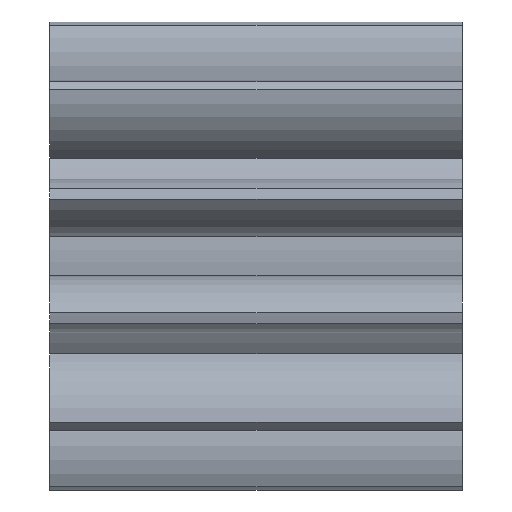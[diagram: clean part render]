
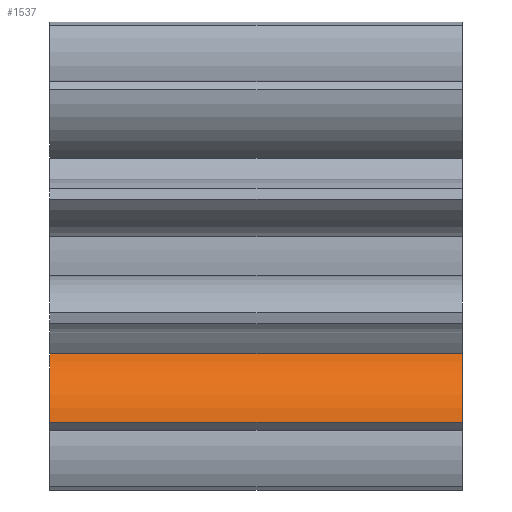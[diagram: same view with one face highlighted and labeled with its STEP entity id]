
A CAD part, front view. The second image highlights one B-rep face of the part: STEP entity #1537.
In plain terms, the highlighted cylindrical face has radius 2.54 mm (diameter 5.08 mm), a partial arc.
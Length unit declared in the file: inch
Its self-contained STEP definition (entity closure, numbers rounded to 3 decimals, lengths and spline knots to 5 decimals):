
#21 = AXIS2_PLACEMENT_3D ( 'NONE', #1954, #1962, #282 ) ;
#113 = CARTESIAN_POINT ( 'NONE',  ( 0., -0.11132, -0.20688 ) ) ;
#154 = CARTESIAN_POINT ( 'NONE',  ( 0., -0.21115, -0.2012 ) ) ;
#178 = CIRCLE ( 'NONE', #732, 0.1 ) ;
#201 = DIRECTION ( 'NONE',  ( 0., -0.5, 0.866 ) ) ;
#282 = DIRECTION ( 'NONE',  ( 0., 0., 1. ) ) ;
#348 = LINE ( 'NONE', #1236, #920 ) ;
#361 = DIRECTION ( 'NONE',  ( -1., 0., 0. ) ) ;
#492 = VERTEX_POINT ( 'NONE', #947 ) ;
#516 = EDGE_CURVE ( 'NONE', #715, #492, #348, .T. ) ;
#542 = CIRCLE ( 'NONE', #1887, 0.1 ) ;
#568 = FACE_OUTER_BOUND ( 'NONE', #1097, .T. ) ;
#640 = DIRECTION ( 'NONE',  ( 1., 0., 0. ) ) ;
#715 = VERTEX_POINT ( 'NONE', #154 ) ;
#719 = CYLINDRICAL_SURFACE ( 'NONE', #21, 0.1 ) ;
#725 = EDGE_CURVE ( 'NONE', #802, #715, #178, .T. ) ;
#732 = AXIS2_PLACEMENT_3D ( 'NONE', #113, #1221, #1792 ) ;
#770 = CARTESIAN_POINT ( 'NONE',  ( 0., -0.15848, -0.1187 ) ) ;
#802 = VERTEX_POINT ( 'NONE', #770 ) ;
#833 = VECTOR ( 'NONE', #1142, 39.37008 ) ;
#845 = CARTESIAN_POINT ( 'NONE',  ( 0.5, -0.15848, -0.1187 ) ) ;
#920 = VECTOR ( 'NONE', #640, 39.37008 ) ;
#947 = CARTESIAN_POINT ( 'NONE',  ( 0.5, -0.21115, -0.2012 ) ) ;
#970 = ORIENTED_EDGE ( 'NONE', *, *, #725, .T. ) ;
#1097 = EDGE_LOOP ( 'NONE', ( #1144, #1290, #1380, #970 ) ) ;
#1142 = DIRECTION ( 'NONE',  ( -1., 0., 0. ) ) ;
#1144 = ORIENTED_EDGE ( 'NONE', *, *, #516, .T. ) ;
#1221 = DIRECTION ( 'NONE',  ( 1., 0., 0. ) ) ;
#1236 = CARTESIAN_POINT ( 'NONE',  ( 0.25, -0.21115, -0.2012 ) ) ;
#1276 = CARTESIAN_POINT ( 'NONE',  ( 0.5, -0.15848, -0.1187 ) ) ;
#1290 = ORIENTED_EDGE ( 'NONE', *, *, #1422, .T. ) ;
#1380 = ORIENTED_EDGE ( 'NONE', *, *, #1959, .T. ) ;
#1422 = EDGE_CURVE ( 'NONE', #492, #1944, #542, .T. ) ;
#1426 = CARTESIAN_POINT ( 'NONE',  ( 0.5, -0.11132, -0.20688 ) ) ;
#1537 = ADVANCED_FACE ( 'NONE', ( #568 ), #719, .T. ) ;
#1568 = LINE ( 'NONE', #845, #833 ) ;
#1792 = DIRECTION ( 'NONE',  ( 0., 0., -1. ) ) ;
#1887 = AXIS2_PLACEMENT_3D ( 'NONE', #1426, #361, #201 ) ;
#1944 = VERTEX_POINT ( 'NONE', #1276 ) ;
#1954 = CARTESIAN_POINT ( 'NONE',  ( 0.5, -0.11132, -0.20688 ) ) ;
#1959 = EDGE_CURVE ( 'NONE', #1944, #802, #1568, .T. ) ;
#1962 = DIRECTION ( 'NONE',  ( -1., 0., 0. ) ) ;
